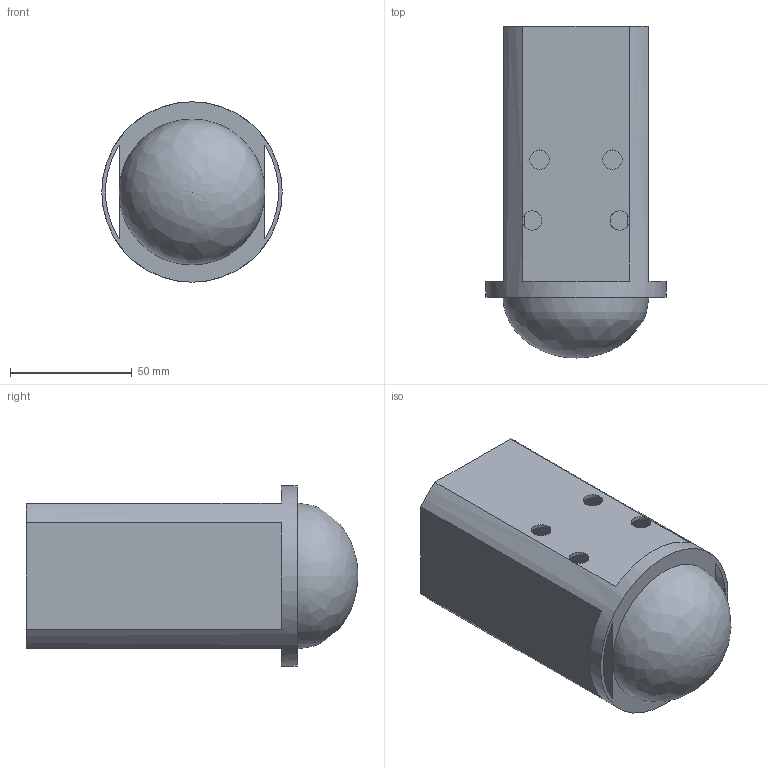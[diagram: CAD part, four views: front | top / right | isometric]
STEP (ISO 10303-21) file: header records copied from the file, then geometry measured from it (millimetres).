
FILE_DESCRIPTION(/* description */ (''),/* implementation_level */ '2;1');
FILE_NAME(/* name */ 'InnerSquareHolder v9.step',/* time_stamp */ '2023-09-28T22:44:46-04:00',/* author */ (''),/* organization */ (''),/* preprocessor_version */ 'ST-DEVELOPER v20',/* originating_system */ 'Autodesk Translation Framework v12.14.0.127',/* authorisation */ '');
FILE_SCHEMA (('AUTOMOTIVE_DESIGN { 1 0 10303 214 3 1 1 }'));
Length unit declared in the file: millimetre
Products named in the file (1): InnerSquareHolder
Bounding box: 74.2 x 136.5 x 74.2 mm (x, y, z)
Volume: 91454 mm3; surface area: 59038.6 mm2
Topology: 1 solids, 1 shells, 29 faces, 95 edges, 61 vertices
Faces by surface type: plane 17, cylinder 11, bspline 1
Full cylindrical faces by diameter (mm): 8 x4, 74.2 x1
Entity records: 1127 total; most frequent: CARTESIAN_POINT 223, ORIENTED_EDGE 188, DIRECTION 187, EDGE_CURVE 94, AXIS2_PLACEMENT_3D 67, VERTEX_POINT 61, LINE 53, VECTOR 53
